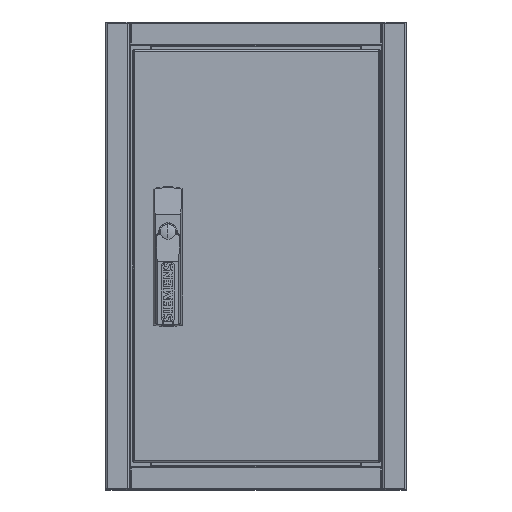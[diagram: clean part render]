
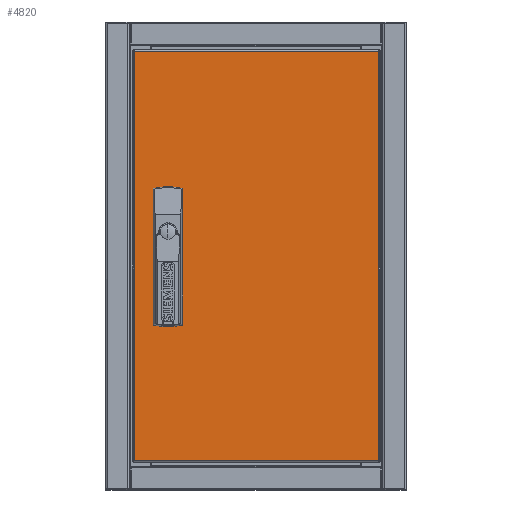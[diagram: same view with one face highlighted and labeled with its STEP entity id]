
A CAD part, top view. The second image highlights one B-rep face of the part: STEP entity #4820.
In plain terms, the highlighted planar face has unit normal (0, 0, 1).
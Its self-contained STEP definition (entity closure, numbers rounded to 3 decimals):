
#4820=ADVANCED_FACE('',(#12382,#12383,#12384),#12385,.T.);
#12382=FACE_OUTER_BOUND('',#23579,.T.);
#12383=FACE_BOUND('',#23580,.T.);
#12384=FACE_BOUND('',#23581,.T.);
#12385=PLANE('',#23582);
#23579=EDGE_LOOP('',(#36847,#36848,#36849,#36850));
#23580=EDGE_LOOP('',(#36851,#36852,#36853,#36854));
#23581=EDGE_LOOP('',(#36855,#36856,#36857,#36858));
#23582=AXIS2_PLACEMENT_3D('',#36859,#36860,#36861);
#36847=ORIENTED_EDGE('',*,*,#67144,.F.);
#36848=ORIENTED_EDGE('',*,*,#67145,.F.);
#36849=ORIENTED_EDGE('',*,*,#67146,.T.);
#36850=ORIENTED_EDGE('',*,*,#67147,.T.);
#36851=ORIENTED_EDGE('',*,*,#67137,.T.);
#36852=ORIENTED_EDGE('',*,*,#67141,.T.);
#36853=ORIENTED_EDGE('',*,*,#67128,.T.);
#36854=ORIENTED_EDGE('',*,*,#67133,.T.);
#36855=ORIENTED_EDGE('',*,*,#67121,.T.);
#36856=ORIENTED_EDGE('',*,*,#67125,.T.);
#36857=ORIENTED_EDGE('',*,*,#67112,.T.);
#36858=ORIENTED_EDGE('',*,*,#67117,.T.);
#36859=CARTESIAN_POINT('',(326.0,156.0,138.0));
#36860=DIRECTION('',(0.0,-0.0,1.0));
#36861=DIRECTION('',(0.0,1.0,0.0));
#67112=EDGE_CURVE('',#80343,#80344,#80345,.T.);
#67117=EDGE_CURVE('',#80344,#80352,#80353,.T.);
#67121=EDGE_CURVE('',#80352,#80358,#80359,.T.);
#67125=EDGE_CURVE('',#80358,#80343,#80364,.T.);
#67128=EDGE_CURVE('',#80367,#80368,#80369,.T.);
#67133=EDGE_CURVE('',#80368,#80376,#80377,.T.);
#67137=EDGE_CURVE('',#80376,#80382,#80383,.T.);
#67141=EDGE_CURVE('',#80382,#80367,#80388,.T.);
#67144=EDGE_CURVE('',#80391,#80392,#80393,.T.);
#67145=EDGE_CURVE('',#80394,#80391,#80395,.T.);
#67146=EDGE_CURVE('',#80394,#80396,#80397,.T.);
#67147=EDGE_CURVE('',#80396,#80392,#80398,.T.);
#80343=VERTEX_POINT('',#99810);
#80344=VERTEX_POINT('',#99811);
#80345=LINE('',#99812,#99813);
#80352=VERTEX_POINT('',#99823);
#80353=LINE('',#99824,#99825);
#80358=VERTEX_POINT('',#99832);
#80359=LINE('',#99833,#99834);
#80364=CIRCLE('',#99841,12.5);
#80367=VERTEX_POINT('',#99844);
#80368=VERTEX_POINT('',#99845);
#80369=CIRCLE('',#99846,12.5);
#80376=VERTEX_POINT('',#99855);
#80377=LINE('',#99856,#99857);
#80382=VERTEX_POINT('',#99864);
#80383=LINE('',#99865,#99866);
#80388=LINE('',#99873,#99874);
#80391=VERTEX_POINT('',#99878);
#80392=VERTEX_POINT('',#99879);
#80393=LINE('',#99880,#99881);
#80394=VERTEX_POINT('',#99882);
#80395=LINE('',#99883,#99884);
#80396=VERTEX_POINT('',#99885);
#80397=LINE('',#99886,#99887);
#80398=LINE('',#99888,#99889);
#99810=CARTESIAN_POINT('',(86.5,253.75,138.0));
#99811=CARTESIAN_POINT('',(86.5,203.75,138.0));
#99812=CARTESIAN_POINT('',(86.5,192.375,138.0));
#99813=VECTOR('',#124686,1.0);
#99823=CARTESIAN_POINT('',(61.5,203.75,138.0));
#99824=CARTESIAN_POINT('',(196.875,203.75,138.0));
#99825=VECTOR('',#124690,1.0);
#99832=CARTESIAN_POINT('',(61.5,253.75,138.0));
#99833=CARTESIAN_POINT('',(61.5,192.375,138.0));
#99834=VECTOR('',#124693,1.0);
#99841=AXIS2_PLACEMENT_3D('',#124696,#124697,#124698);
#99844=CARTESIAN_POINT('',(86.5,304.25,138.0));
#99845=CARTESIAN_POINT('',(61.5,304.25,138.0));
#99846=AXIS2_PLACEMENT_3D('',#124702,#124703,#124704);
#99855=CARTESIAN_POINT('',(61.5,354.25,138.0));
#99856=CARTESIAN_POINT('',(61.5,242.625,138.0));
#99857=VECTOR('',#124710,1.0);
#99864=CARTESIAN_POINT('',(86.5,354.25,138.0));
#99865=CARTESIAN_POINT('',(203.125,354.25,138.0));
#99866=VECTOR('',#124713,1.0);
#99873=CARTESIAN_POINT('',(86.5,242.625,138.0));
#99874=VECTOR('',#124716,1.0);
#99878=CARTESIAN_POINT('',(34.,523.0,138.0));
#99879=CARTESIAN_POINT('',(325.,523.0,138.0));
#99880=CARTESIAN_POINT('',(179.5,523.,138.0));
#99881=VECTOR('',#124718,1.0);
#99882=CARTESIAN_POINT('',(34.,35.,138.));
#99883=CARTESIAN_POINT('',(34.,279.0,138.0));
#99884=VECTOR('',#124719,1.0);
#99885=CARTESIAN_POINT('',(325.,35.,138.));
#99886=CARTESIAN_POINT('',(179.5,35.,138.0));
#99887=VECTOR('',#124720,1.0);
#99888=CARTESIAN_POINT('',(325.,279.0,138.0));
#99889=VECTOR('',#124721,1.0);
#124686=DIRECTION('',(0.0,-1.0,0.0));
#124690=DIRECTION('',(-1.0,0.0,0.0));
#124693=DIRECTION('',(0.0,1.0,-0.0));
#124696=CARTESIAN_POINT('',(74.0,253.75,138.0));
#124697=DIRECTION('',(0.0,0.0,-1.0));
#124698=DIRECTION('',(1.,0.,0.0));
#124702=CARTESIAN_POINT('',(74.0,304.25,138.0));
#124703=DIRECTION('',(0.0,-0.0,-1.0));
#124704=DIRECTION('',(1.,0.,0.0));
#124710=DIRECTION('',(0.0,1.0,-0.0));
#124713=DIRECTION('',(1.0,0.0,0.0));
#124716=DIRECTION('',(0.0,-1.0,0.0));
#124718=DIRECTION('',(1.0,0.0,0.0));
#124719=DIRECTION('',(0.0,1.0,0.0));
#124720=DIRECTION('',(1.0,0.0,0.0));
#124721=DIRECTION('',(0.0,1.0,0.0));
